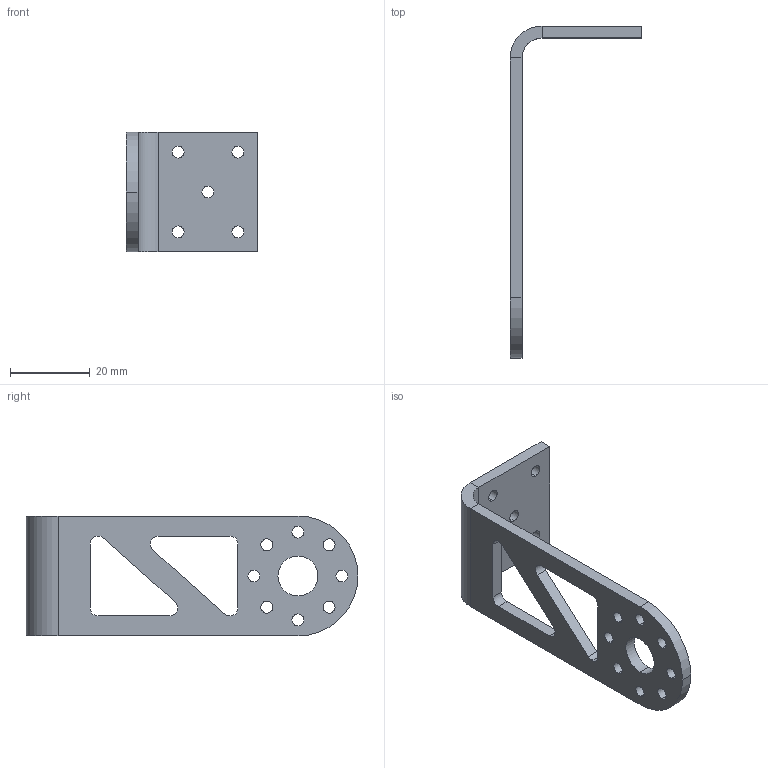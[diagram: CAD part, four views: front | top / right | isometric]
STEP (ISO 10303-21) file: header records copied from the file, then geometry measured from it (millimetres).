
FILE_DESCRIPTION (( 'STEP AP214' ), '1' );
FILE_NAME ('AKT L 3x30x80x30.STEP', '2019-10-23T06:11:07', ( '' ), ( '' ), 'SwSTEP 2.0', 'SolidWorks 2019', '' );
FILE_SCHEMA (( 'AUTOMOTIVE_DESIGN' ));
Length unit declared in the file: millimetre
Products named in the file (2): AKT L 3x30x80x30
Bounding box: 33 x 83 x 30 mm (x, y, z)
Volume: 7484 mm3; surface area: 6677.3 mm2
Topology: 1 solids, 1 shells, 56 faces, 154 edges, 100 vertices
Faces by surface type: cylinder 39, plane 17
Entity records: 1925 total; most frequent: DIRECTION 348, CARTESIAN_POINT 312, ORIENTED_EDGE 308, EDGE_CURVE 154, AXIS2_PLACEMENT_3D 136, VERTEX_POINT 100, EDGE_LOOP 88, CIRCLE 78
